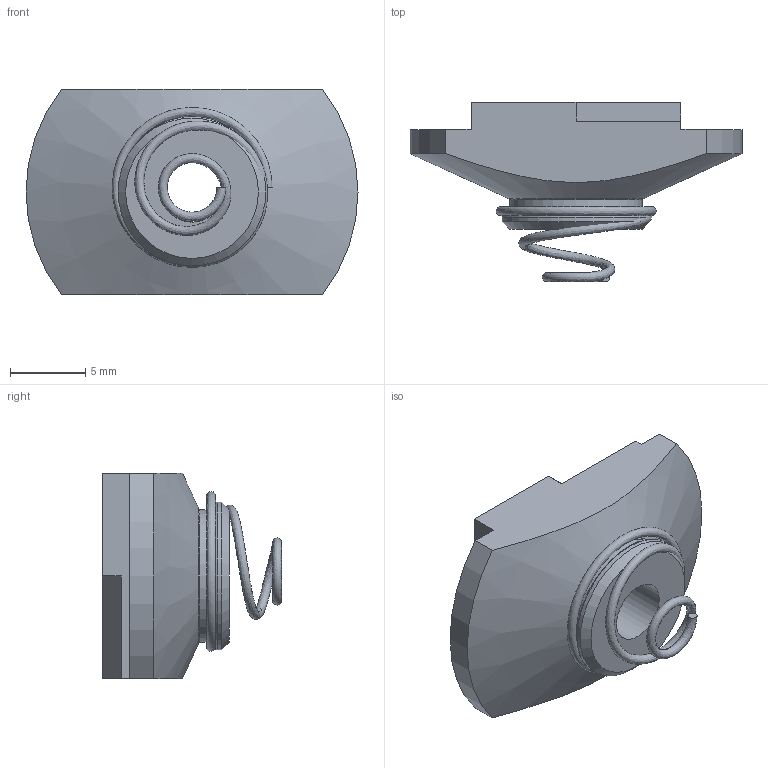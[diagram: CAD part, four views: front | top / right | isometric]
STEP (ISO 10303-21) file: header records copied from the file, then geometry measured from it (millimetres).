
FILE_DESCRIPTION(/* description */ (''),/* implementation_level */ '2;1');
FILE_NAME(/* name */ 'FTS 4.stp',/* time_stamp */ '2016-10-14T17:10:31+01:00',/* author */ ('kevin'),/* organization */ (''),/* preprocessor_version */ 'ST-DEVELOPER v15.2',/* originating_system */ 'Autodesk Inventor 2014',/* authorisation */ '');
FILE_SCHEMA (('AUTOMOTIVE_DESIGN { 1 0 10303 214 3 1 1 }'));
Length unit declared in the file: millimetre
Products named in the file (3): FTS 4; FTS-S
Bounding box: 22 x 11.88 x 13.6 mm (x, y, z)
Volume: 1289 mm3; surface area: 1089.2 mm2
Topology: 2 solids, 2 shells, 27 faces, 61 edges, 39 vertices
Faces by surface type: plane 15, cylinder 5, cone 3, torus 3, bspline 1
Full cylindrical faces by diameter (mm): 4 x1, 8.8 x1, 9.8 x1
Entity records: 1208 total; most frequent: CARTESIAN_POINT 536, DIRECTION 126, ORIENTED_EDGE 104, EDGE_CURVE 52, AXIS2_PLACEMENT_3D 48, EDGE_LOOP 39, VERTEX_POINT 39, LINE 30
